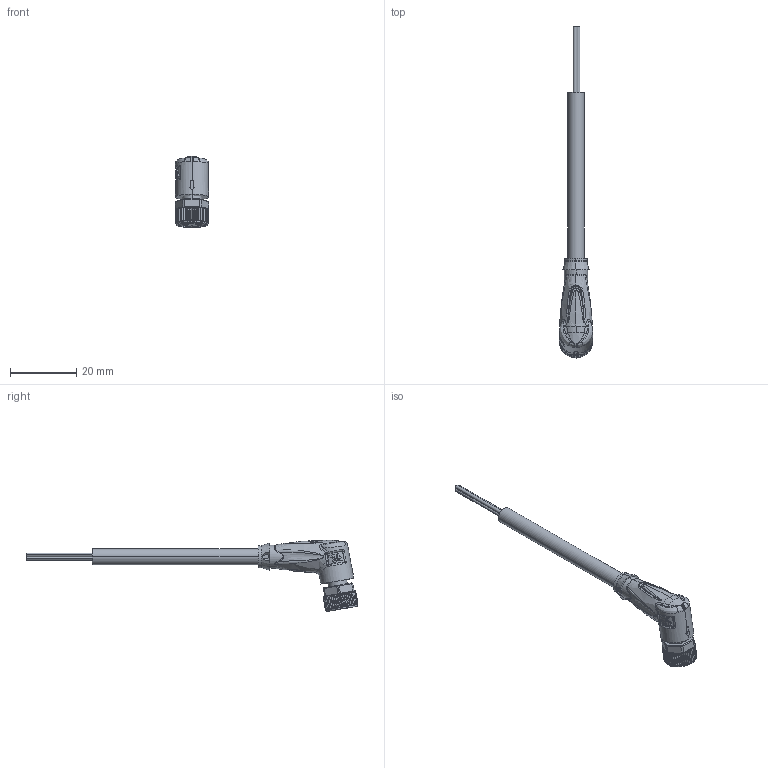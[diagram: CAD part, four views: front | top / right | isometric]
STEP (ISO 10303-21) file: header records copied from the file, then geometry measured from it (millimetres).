
FILE_DESCRIPTION(('STEP AP214'),'1');
FILE_NAME('cctmp_0F41D1C0-E049-492F-8C7C-3A7F2FC4138D_2022_04_27_10_46_12_0064..stp','2022-04-27T08:46:19',('KiM GmbH'),('CADClick - www.CADClick.com'),'Spatial InterOp 3D postprocessed',' ','unknown authorization');
FILE_SCHEMA(('AUTOMOTIVE_DESIGN'));
Length unit declared in the file: millimetre
Products named in the file (8): T197861_1; Connection2; Cable; Connection1; Connection1_3; Connection1_2; Connection1_1; T197861
Assembly tree (7 placements, depth 4):
  T197861
    T197861_1
      Connection2
      Cable
      Connection1
        Connection1_3
        Connection1_2
        Connection1_1
Bounding box: 10 x 100.08 x 21.47 mm (x, y, z)
Volume: 3682.9 mm3; surface area: 3416.1 mm2
Topology: 11 solids, 13 shells, 905 faces, 2324 edges, 1453 vertices
Faces by surface type: plane 402, bspline 155, torus 136, cylinder 124, cone 72, extrusion 12, sphere 4
Entity records: 83912 total; most frequent: CARTESIAN_POINT 56043, ORIENTED_EDGE 4616, DIRECTION 3846, EDGE_CURVE 2312, STYLED_ITEM 1993, PRESENTATION_STYLE_ASSIGNMENT 1993, VERTEX_POINT 1453, AXIS2_PLACEMENT_3D 1387
